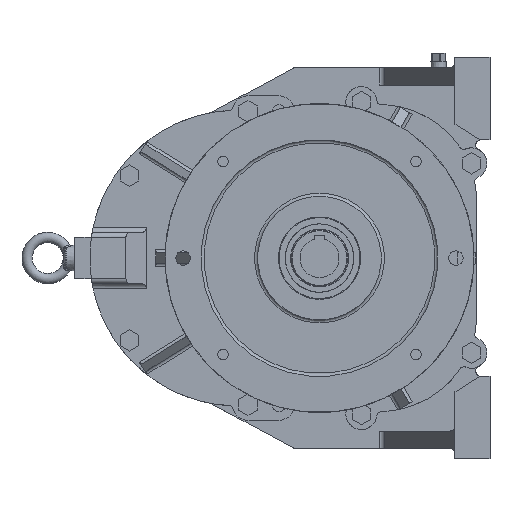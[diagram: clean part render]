
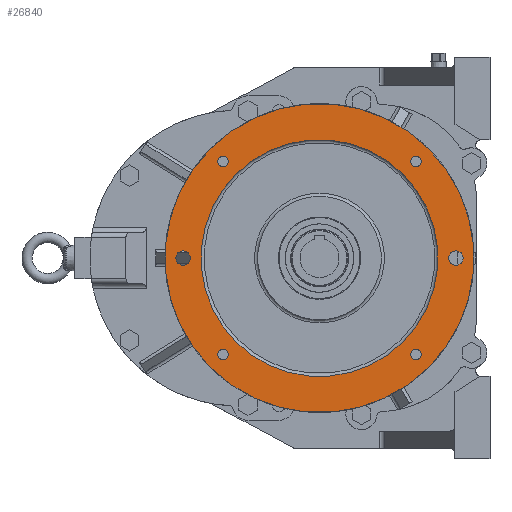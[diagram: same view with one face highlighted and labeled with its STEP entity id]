
A CAD part, left-side view. The second image highlights one B-rep face of the part: STEP entity #26840.
In plain terms, the highlighted planar face has unit normal (-1, 0, 0).
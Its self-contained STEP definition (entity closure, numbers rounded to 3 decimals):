
#41 = CARTESIAN_POINT ( 'NONE',  ( -175.5, -206.885, 4.95 ) ) ;
#673 = CIRCLE ( 'NONE', #19292, 5.1 ) ;
#1088 = CARTESIAN_POINT ( 'NONE',  ( -175.5, 24.256, 93.692 ) ) ;
#1213 = DIRECTION ( 'NONE',  ( 0., -0.707, 0.707 ) ) ;
#1672 = EDGE_CURVE ( 'NONE', #16768, #16768, #673, .T. ) ;
#2078 = EDGE_CURVE ( 'NONE', #23860, #23860, #26052, .T. ) ;
#2279 = DIRECTION ( 'NONE',  ( 0., -0.707, 0.707 ) ) ;
#2457 = VERTEX_POINT ( 'NONE', #14804 ) ;
#2520 = CIRCLE ( 'NONE', #11848, 150. ) ;
#2779 = CARTESIAN_POINT ( 'NONE',  ( -175.5, -150.753, 81.317 ) ) ;
#3349 = DIRECTION ( 'NONE',  ( 0., -0.707, 0.707 ) ) ;
#4164 = AXIS2_PLACEMENT_3D ( 'NONE', #19545, #12081, #17137 ) ;
#4917 = VERTEX_POINT ( 'NONE', #22552 ) ;
#5471 = EDGE_LOOP ( 'NONE', ( #27584 ) ) ;
#5791 = DIRECTION ( 'NONE',  ( -1., 0., 0. ) ) ;
#6019 = PLANE ( 'NONE',  #21922 ) ;
#6500 = FACE_BOUND ( 'NONE', #17053, .T. ) ;
#6840 = DIRECTION ( 'NONE',  ( 0., -0.707, 0.707 ) ) ;
#6975 = EDGE_LOOP ( 'NONE', ( #11978 ) ) ;
#7140 = DIRECTION ( 'NONE',  ( 0., -0.707, 0.707 ) ) ;
#7327 = CARTESIAN_POINT ( 'NONE',  ( -175.5, 24.256, -93.692 ) ) ;
#7431 = ORIENTED_EDGE ( 'NONE', *, *, #9005, .F. ) ;
#7475 = AXIS2_PLACEMENT_3D ( 'NONE', #27623, #17926, #1213 ) ;
#7672 = AXIS2_PLACEMENT_3D ( 'NONE', #13999, #23858, #8643 ) ;
#8225 = EDGE_LOOP ( 'NONE', ( #16070 ) ) ;
#8643 = DIRECTION ( 'NONE',  ( 0., -0.707, 0.707 ) ) ;
#9005 = EDGE_CURVE ( 'NONE', #26444, #26444, #22137, .T. ) ;
#9103 = FACE_BOUND ( 'NONE', #5471, .T. ) ;
#9894 = CIRCLE ( 'NONE', #27995, 5.1 ) ;
#10191 = CARTESIAN_POINT ( 'NONE',  ( -175.5, -201.935, 0. ) ) ;
#11367 = CARTESIAN_POINT ( 'NONE',  ( -175.5, -175.501, -106.066 ) ) ;
#11848 = AXIS2_PLACEMENT_3D ( 'NONE', #21415, #19149, #6840 ) ;
#11978 = ORIENTED_EDGE ( 'NONE', *, *, #21479, .F. ) ;
#12081 = DIRECTION ( 'NONE',  ( -1., 0., 0. ) ) ;
#12689 = VERTEX_POINT ( 'NONE', #41 ) ;
#12792 = DIRECTION ( 'NONE',  ( -1., 0., 0. ) ) ;
#13490 = FACE_BOUND ( 'NONE', #20406, .T. ) ;
#13792 = EDGE_CURVE ( 'NONE', #16921, #16921, #2520, .T. ) ;
#13999 = CARTESIAN_POINT ( 'NONE',  ( -175.5, -163.127, -93.692 ) ) ;
#14015 = CIRCLE ( 'NONE', #4164, 7. ) ;
#14166 = CARTESIAN_POINT ( 'NONE',  ( -175.5, -166.733, 97.298 ) ) ;
#14498 = CARTESIAN_POINT ( 'NONE',  ( -175.5, -166.733, -90.085 ) ) ;
#14804 = CARTESIAN_POINT ( 'NONE',  ( -175.5, 58.115, 4.95 ) ) ;
#15226 = ORIENTED_EDGE ( 'NONE', *, *, #2078, .F. ) ;
#15242 = EDGE_CURVE ( 'NONE', #2457, #2457, #14015, .T. ) ;
#15935 = FACE_OUTER_BOUND ( 'NONE', #17729, .T. ) ;
#15955 = EDGE_LOOP ( 'NONE', ( #15226 ) ) ;
#16070 = ORIENTED_EDGE ( 'NONE', *, *, #22773, .F. ) ;
#16572 = AXIS2_PLACEMENT_3D ( 'NONE', #10191, #12792, #20250 ) ;
#16583 = FACE_BOUND ( 'NONE', #8225, .T. ) ;
#16768 = VERTEX_POINT ( 'NONE', #21921 ) ;
#16921 = VERTEX_POINT ( 'NONE', #26760 ) ;
#17053 = EDGE_LOOP ( 'NONE', ( #22076 ) ) ;
#17137 = DIRECTION ( 'NONE',  ( 0., -0.707, 0.707 ) ) ;
#17352 = EDGE_LOOP ( 'NONE', ( #7431 ) ) ;
#17729 = EDGE_LOOP ( 'NONE', ( #28585 ) ) ;
#17926 = DIRECTION ( 'NONE',  ( -1., 0., 0. ) ) ;
#18107 = AXIS2_PLACEMENT_3D ( 'NONE', #22023, #22346, #7140 ) ;
#19149 = DIRECTION ( 'NONE',  ( -1., 0., 0. ) ) ;
#19292 = AXIS2_PLACEMENT_3D ( 'NONE', #7327, #26730, #2279 ) ;
#19545 = CARTESIAN_POINT ( 'NONE',  ( -175.5, 63.065, 0. ) ) ;
#19688 = CIRCLE ( 'NONE', #18107, 115. ) ;
#20250 = DIRECTION ( 'NONE',  ( 0., -0.707, 0.707 ) ) ;
#20406 = EDGE_LOOP ( 'NONE', ( #24679 ) ) ;
#20779 = FACE_BOUND ( 'NONE', #6975, .T. ) ;
#21086 = FACE_BOUND ( 'NONE', #15955, .T. ) ;
#21372 = EDGE_CURVE ( 'NONE', #24975, #24975, #19688, .T. ) ;
#21415 = CARTESIAN_POINT ( 'NONE',  ( -175.5, -69.435, 0. ) ) ;
#21479 = EDGE_CURVE ( 'NONE', #12689, #12689, #21720, .T. ) ;
#21720 = CIRCLE ( 'NONE', #16572, 7. ) ;
#21921 = CARTESIAN_POINT ( 'NONE',  ( -175.5, 20.65, -90.085 ) ) ;
#21922 = AXIS2_PLACEMENT_3D ( 'NONE', #11367, #26411, #26245 ) ;
#22023 = CARTESIAN_POINT ( 'NONE',  ( -175.5, -69.435, 0. ) ) ;
#22076 = ORIENTED_EDGE ( 'NONE', *, *, #21372, .F. ) ;
#22137 = CIRCLE ( 'NONE', #7672, 5.1 ) ;
#22346 = DIRECTION ( 'NONE',  ( -1., 0., 0. ) ) ;
#22552 = CARTESIAN_POINT ( 'NONE',  ( -175.5, 20.65, 97.298 ) ) ;
#22773 = EDGE_CURVE ( 'NONE', #4917, #4917, #9894, .T. ) ;
#23858 = DIRECTION ( 'NONE',  ( -1., 0., 0. ) ) ;
#23860 = VERTEX_POINT ( 'NONE', #14166 ) ;
#24679 = ORIENTED_EDGE ( 'NONE', *, *, #1672, .F. ) ;
#24975 = VERTEX_POINT ( 'NONE', #2779 ) ;
#26052 = CIRCLE ( 'NONE', #7475, 5.1 ) ;
#26245 = DIRECTION ( 'NONE',  ( 0., -0.707, 0.707 ) ) ;
#26411 = DIRECTION ( 'NONE',  ( -1., 0., 0. ) ) ;
#26444 = VERTEX_POINT ( 'NONE', #14498 ) ;
#26730 = DIRECTION ( 'NONE',  ( -1., 0., 0. ) ) ;
#26760 = CARTESIAN_POINT ( 'NONE',  ( -175.5, -175.501, 106.066 ) ) ;
#26840 = ADVANCED_FACE ( 'NONE', ( #20779, #21086, #28677, #13490, #9103, #16583, #15935, #6500 ), #6019, .T. ) ;
#27584 = ORIENTED_EDGE ( 'NONE', *, *, #15242, .F. ) ;
#27623 = CARTESIAN_POINT ( 'NONE',  ( -175.5, -163.127, 93.692 ) ) ;
#27995 = AXIS2_PLACEMENT_3D ( 'NONE', #1088, #5791, #3349 ) ;
#28585 = ORIENTED_EDGE ( 'NONE', *, *, #13792, .T. ) ;
#28677 = FACE_BOUND ( 'NONE', #17352, .T. ) ;
